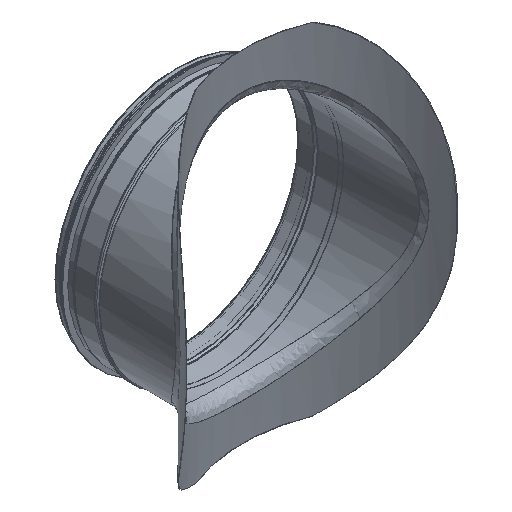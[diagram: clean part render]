
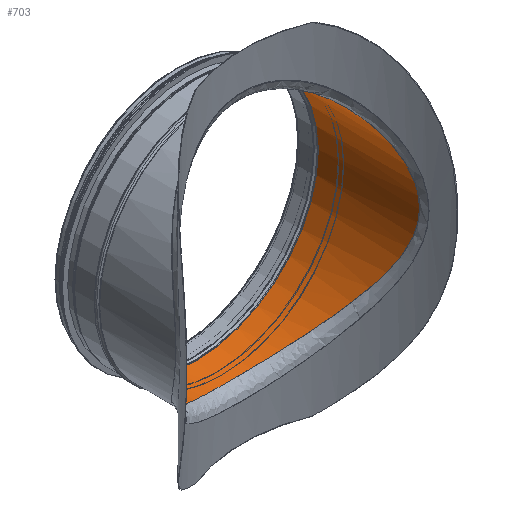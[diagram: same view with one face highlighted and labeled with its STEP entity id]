
A CAD part, isometric view. The second image highlights one B-rep face of the part: STEP entity #703.
In plain terms, the highlighted cylindrical face has radius 155.925 mm (diameter 311.85 mm), a full revolution.
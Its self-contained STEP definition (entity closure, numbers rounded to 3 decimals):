
#376=CARTESIAN_POINT('',(-155.925,127.766,0.));
#377=VERTEX_POINT('',#376);
#385=CARTESIAN_POINT('',(-155.925,127.766,0.));
#386=CARTESIAN_POINT('',(-155.925,127.766,6.18));
#387=CARTESIAN_POINT('',(-155.186,128.859,18.54));
#388=CARTESIAN_POINT('',(-150.886,134.982,42.363));
#389=CARTESIAN_POINT('',(-140.948,147.843,69.452));
#390=CARTESIAN_POINT('',(-123.116,166.16,97.564));
#391=CARTESIAN_POINT('',(-99.747,184.267,121.422));
#392=CARTESIAN_POINT('',(-70.903,199.886,140.349));
#393=CARTESIAN_POINT('',(-37.084,210.762,152.934));
#394=CARTESIAN_POINT('',(0.002,214.725,157.426));
#395=CARTESIAN_POINT('',(32.961,211.201,153.43));
#396=CARTESIAN_POINT('',(59.698,203.64,144.697));
#397=CARTESIAN_POINT('',(87.607,191.755,130.592));
#398=CARTESIAN_POINT('',(110.858,176.318,111.366));
#399=CARTESIAN_POINT('',(129.165,160.009,88.273));
#400=CARTESIAN_POINT('',(140.41,148.095,69.036));
#401=CARTESIAN_POINT('',(148.997,137.521,47.876));
#402=CARTESIAN_POINT('',(154.596,129.749,24.721));
#403=CARTESIAN_POINT('',(156.592,126.769,-0.005));
#404=CARTESIAN_POINT('',(154.596,129.748,-24.717));
#405=CARTESIAN_POINT('',(148.998,137.522,-47.88));
#406=CARTESIAN_POINT('',(140.405,148.098,-69.04));
#407=CARTESIAN_POINT('',(129.168,160.01,-88.275));
#408=CARTESIAN_POINT('',(110.844,176.32,-111.37));
#409=CARTESIAN_POINT('',(81.818,195.618,-135.402));
#410=CARTESIAN_POINT('',(44.914,208.984,-150.889));
#411=CARTESIAN_POINT('',(16.475,212.968,-155.433));
#412=CARTESIAN_POINT('',(0.,213.544,-156.089));
#413=CARTESIAN_POINT('',(-16.494,212.97,-155.433));
#414=CARTESIAN_POINT('',(-36.768,210.116,-152.184));
#415=CARTESIAN_POINT('',(-67.366,201.482,-142.188));
#416=CARTESIAN_POINT('',(-97.167,186.278,-124.065));
#417=CARTESIAN_POINT('',(-123.114,166.156,-97.562));
#418=CARTESIAN_POINT('',(-140.953,147.842,-69.449));
#419=CARTESIAN_POINT('',(-150.886,134.979,-42.358));
#420=CARTESIAN_POINT('',(-155.186,128.859,-18.541));
#421=CARTESIAN_POINT('',(-155.925,127.766,-6.18));
#422=CARTESIAN_POINT('',(-155.925,127.766,0.));
#423=B_SPLINE_CURVE_WITH_KNOTS('',3,(#385,#386,#387,#388,#389,#390,#391,#392,#393,#394,#395,#396,#397,#398,#399,#400,#401,#402,#403,#404,#405,#406,#407,#408,#409,#410,#411,#412,#413,#414,#415,#416,#417,#418,#419,#420,#421,#422),.UNSPECIFIED.,.T.,.U.,(4,1,1,1,1,1,1,1,1,1,1,1,1,1,1,1,1,1,1,1,1,1,1,1,1,1,1,1,1,1,1,1,1,1,1,4),(0.0,1.792,3.584,7.167,10.751,14.334,17.918,21.501,25.085,28.668,31.057,33.446,38.224,40.613,43.002,45.392,47.781,50.17,52.559,54.948,57.337,59.726,62.115,66.893,71.671,74.06,75.254,76.449,78.838,81.227,86.005,89.588,93.172,96.756,98.547,100.339),.UNSPECIFIED.);
#424=EDGE_CURVE('',#377,#377,#423,.T.);
#684=CARTESIAN_POINT('',(0.,245.05,0.0));
#685=DIRECTION('',(0.,1.0,0.0));
#686=DIRECTION('',(-1.0,0.0,0.0));
#687=AXIS2_PLACEMENT_3D('',#684,#685,#686);
#688=CYLINDRICAL_SURFACE('',#687,155.925);
#689=CARTESIAN_POINT('',(-155.925,257.8,0.0));
#690=VERTEX_POINT('',#689);
#691=CARTESIAN_POINT('',(0.,257.8,0.0));
#692=DIRECTION('',(0.0,1.0,0.0));
#693=DIRECTION('',(-1.0,0.0,0.0));
#694=AXIS2_PLACEMENT_3D('',#691,#692,#693);
#695=CIRCLE('',#694,155.925);
#696=EDGE_CURVE('',#690,#690,#695,.T.);
#697=ORIENTED_EDGE('',*,*,#696,.T.);
#698=EDGE_LOOP('',(#697));
#699=FACE_OUTER_BOUND('',#698,.T.);
#700=ORIENTED_EDGE('',*,*,#424,.F.);
#701=EDGE_LOOP('',(#700));
#702=FACE_BOUND('',#701,.T.);
#703=ADVANCED_FACE('',(#699,#702),#688,.F.);
